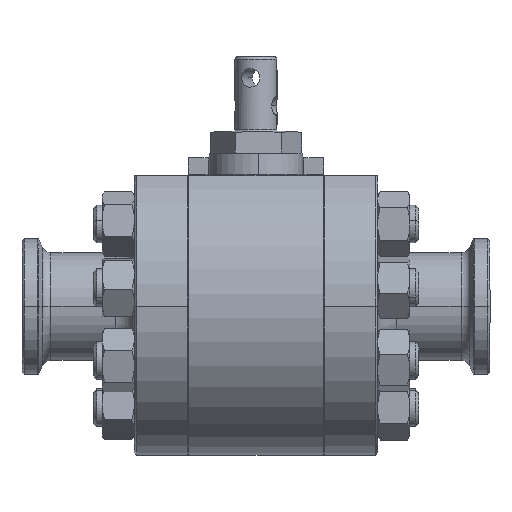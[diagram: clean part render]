
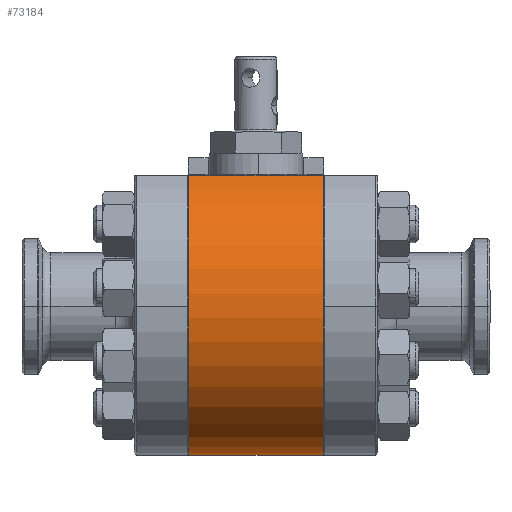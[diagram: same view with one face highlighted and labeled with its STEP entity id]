
A CAD part, top view. The second image highlights one B-rep face of the part: STEP entity #73184.
In plain terms, the highlighted cylindrical face has radius 100.838 mm (diameter 201.676 mm), a partial arc.
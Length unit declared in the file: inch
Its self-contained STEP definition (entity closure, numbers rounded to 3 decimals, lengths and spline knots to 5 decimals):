
#1284 = CARTESIAN_POINT ( 'NONE',  ( 1.798, -3.97, 0. ) ) ;
#3239 = ORIENTED_EDGE ( 'NONE', *, *, #66174, .F. ) ;
#3736 = AXIS2_PLACEMENT_3D ( 'NONE', #18540, #41783, #7028 ) ;
#5741 = EDGE_CURVE ( 'NONE', #45173, #36778, #46861, .T. ) ;
#7028 = DIRECTION ( 'NONE',  ( 0., -1., 0. ) ) ;
#8332 = CARTESIAN_POINT ( 'NONE',  ( 1.813, 3.5, 1.87374 ) ) ;
#9533 = DIRECTION ( 'NONE',  ( -1., 0., 0. ) ) ;
#12808 = CIRCLE ( 'NONE', #66266, 3.97 ) ;
#13642 = LINE ( 'NONE', #8332, #73764 ) ;
#14059 = CARTESIAN_POINT ( 'NONE',  ( -1.97675, -3.97, 0. ) ) ;
#18540 = CARTESIAN_POINT ( 'NONE',  ( -1.97675, 0., 0. ) ) ;
#19332 = CARTESIAN_POINT ( 'NONE',  ( -1.797, 0., 0. ) ) ;
#25253 = DIRECTION ( 'NONE',  ( 0., -1., 0. ) ) ;
#26267 = AXIS2_PLACEMENT_3D ( 'NONE', #44501, #9533, #50394 ) ;
#28391 = CARTESIAN_POINT ( 'NONE',  ( -1.797, -3.97, 0. ) ) ;
#36778 = VERTEX_POINT ( 'NONE', #53176 ) ;
#40452 = VERTEX_POINT ( 'NONE', #62321 ) ;
#40792 = EDGE_LOOP ( 'NONE', ( #3239, #41199, #65545, #68818 ) ) ;
#41199 = ORIENTED_EDGE ( 'NONE', *, *, #5741, .T. ) ;
#41783 = DIRECTION ( 'NONE',  ( -1., 0., 0. ) ) ;
#43625 = CYLINDRICAL_SURFACE ( 'NONE', #3736, 3.97 ) ;
#44501 = CARTESIAN_POINT ( 'NONE',  ( 1.798, 0., 0. ) ) ;
#45173 = VERTEX_POINT ( 'NONE', #1284 ) ;
#46010 = EDGE_CURVE ( 'NONE', #36778, #40452, #13642, .T. ) ;
#46861 = CIRCLE ( 'NONE', #26267, 3.97 ) ;
#49197 = DIRECTION ( 'NONE',  ( -1., 0., 0. ) ) ;
#49310 = DIRECTION ( 'NONE',  ( -1., 0., 0. ) ) ;
#50394 = DIRECTION ( 'NONE',  ( 0., -1., 0. ) ) ;
#51020 = FACE_OUTER_BOUND ( 'NONE', #40792, .T. ) ;
#51369 = VERTEX_POINT ( 'NONE', #28391 ) ;
#53176 = CARTESIAN_POINT ( 'NONE',  ( 1.798, 3.5, 1.87374 ) ) ;
#57904 = EDGE_CURVE ( 'NONE', #51369, #40452, #12808, .T. ) ;
#60182 = DIRECTION ( 'NONE',  ( -1., 0., 0. ) ) ;
#61564 = LINE ( 'NONE', #14059, #75141 ) ;
#62321 = CARTESIAN_POINT ( 'NONE',  ( -1.797, 3.5, 1.87374 ) ) ;
#65545 = ORIENTED_EDGE ( 'NONE', *, *, #46010, .T. ) ;
#66174 = EDGE_CURVE ( 'NONE', #45173, #51369, #61564, .T. ) ;
#66266 = AXIS2_PLACEMENT_3D ( 'NONE', #19332, #60182, #25253 ) ;
#68818 = ORIENTED_EDGE ( 'NONE', *, *, #57904, .F. ) ;
#73184 = ADVANCED_FACE ( 'NONE', ( #51020 ), #43625, .T. ) ;
#73764 = VECTOR ( 'NONE', #49197, 39.37008 ) ;
#75141 = VECTOR ( 'NONE', #49310, 39.37008 ) ;
